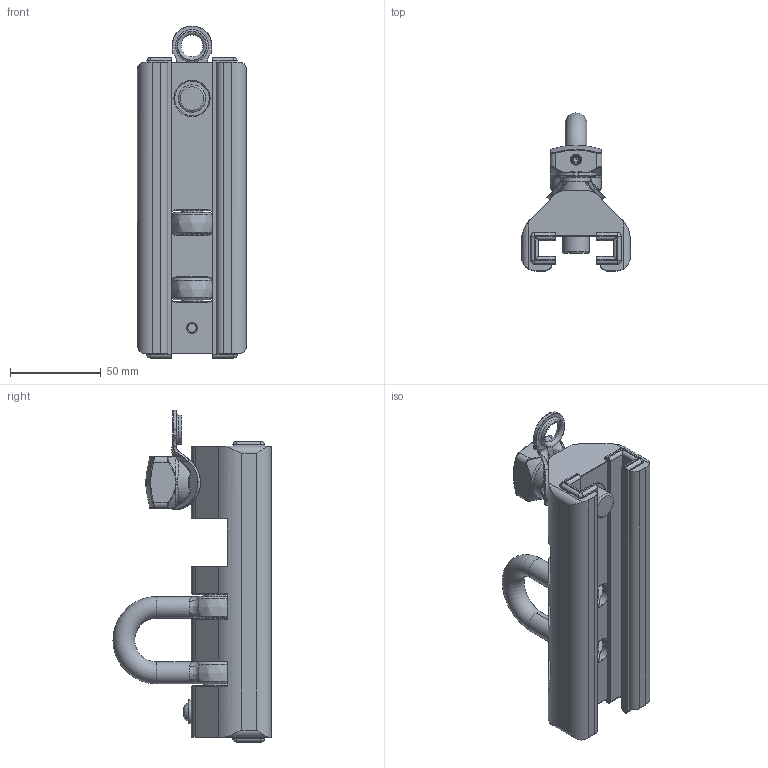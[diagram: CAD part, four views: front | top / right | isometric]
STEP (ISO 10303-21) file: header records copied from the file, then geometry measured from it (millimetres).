
FILE_DESCRIPTION(/* description */ (''),/* implementation_level */ '2;1');
FILE_NAME(/* name */ '623.462.stp',/* time_stamp */ '2022-03-21T11:09:56+01:00',/* author */ ('lucade'),/* organization */ (''),/* preprocessor_version */ 'ST-DEVELOPER v18.1',/* originating_system */ 'Autodesk Inventor 2021',/* authorisation */ '');
FILE_SCHEMA (('AUTOMOTIVE_DESIGN { 1 0 10303 214 3 1 1 }'));
Length unit declared in the file: millimetre
Products named in the file (1): 22032109
Bounding box: 60 x 87 x 182.65 mm (x, y, z)
Volume: 239350 mm3; surface area: 77811.8 mm2
Topology: 2 solids, 3 shells, 789 faces, 1986 edges, 1190 vertices
Faces by surface type: bspline 233, cylinder 199, plane 176, torus 117, cone 33, sphere 31
Full cylindrical faces by diameter (mm): 5 x2, 6 x3, 6.5 x1, 6.9 x2, 7 x1, 7.25 x1, 12 x3, 12.2 x3, 12.3 x4, 13 x2, 13.2 x1, 14.9 x1, 15.1 x1, 16 x1, 18 x1, 23 x1
Entity records: 31888 total; most frequent: CARTESIAN_POINT 13978, ORIENTED_EDGE 3952, DIRECTION 3525, EDGE_CURVE 1976, AXIS2_PLACEMENT_3D 1481, VERTEX_POINT 1192, CIRCLE 860, EDGE_LOOP 828
